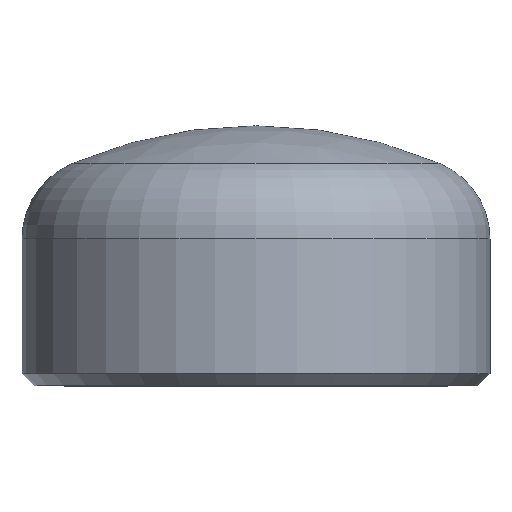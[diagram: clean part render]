
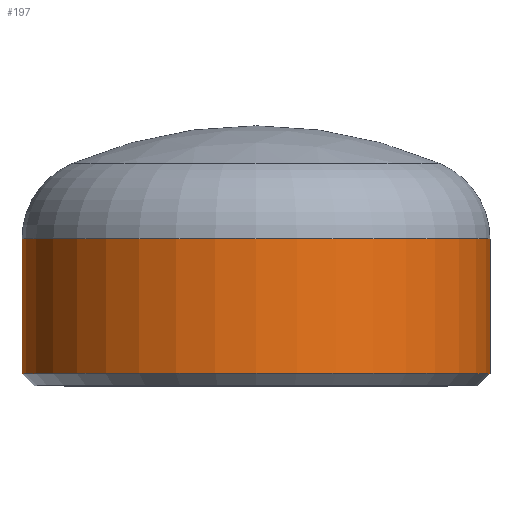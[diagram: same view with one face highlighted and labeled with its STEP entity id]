
A CAD part, top view. The second image highlights one B-rep face of the part: STEP entity #197.
In plain terms, the highlighted cylindrical face has radius 57.15 mm (diameter 114.3 mm), a partial arc.
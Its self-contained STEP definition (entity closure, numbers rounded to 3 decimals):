
#29 = CARTESIAN_POINT ( 'NONE',  ( 0., 35.847, 0. ) ) ;
#33 = DIRECTION ( 'NONE',  ( -1., 0., 0. ) ) ;
#37 = EDGE_CURVE ( 'NONE', #290, #279, #168, .T. ) ;
#40 = EDGE_LOOP ( 'NONE', ( #99, #43, #201, #152 ) ) ;
#41 = AXIS2_PLACEMENT_3D ( 'NONE', #29, #344, #337 ) ;
#43 = ORIENTED_EDGE ( 'NONE', *, *, #48, .T. ) ;
#48 = EDGE_CURVE ( 'NONE', #184, #279, #66, .T. ) ;
#66 = LINE ( 'NONE', #173, #237 ) ;
#71 = EDGE_CURVE ( 'NONE', #434, #290, #200, .T. ) ;
#80 = AXIS2_PLACEMENT_3D ( 'NONE', #350, #110, #33 ) ;
#99 = ORIENTED_EDGE ( 'NONE', *, *, #255, .T. ) ;
#106 = CARTESIAN_POINT ( 'NONE',  ( -57.15, 35.847, 0. ) ) ;
#109 = CARTESIAN_POINT ( 'NONE',  ( 57.15, 2.95, 0. ) ) ;
#110 = DIRECTION ( 'NONE',  ( 0., 1., 0. ) ) ;
#144 = CARTESIAN_POINT ( 'NONE',  ( 57.15, 35.847, 0. ) ) ;
#152 = ORIENTED_EDGE ( 'NONE', *, *, #71, .F. ) ;
#168 = CIRCLE ( 'NONE', #41, 57.15 ) ;
#173 = CARTESIAN_POINT ( 'NONE',  ( 57.15, 2817.965, 0. ) ) ;
#184 = VERTEX_POINT ( 'NONE', #109 ) ;
#197 = ADVANCED_FACE ( 'NONE', ( #421 ), #209, .T. ) ;
#200 = LINE ( 'NONE', #309, #250 ) ;
#201 = ORIENTED_EDGE ( 'NONE', *, *, #37, .F. ) ;
#209 = CYLINDRICAL_SURFACE ( 'NONE', #80, 57.15 ) ;
#211 = DIRECTION ( 'NONE',  ( 1., 0., 0. ) ) ;
#237 = VECTOR ( 'NONE', #238, 1000. ) ;
#238 = DIRECTION ( 'NONE',  ( 0., 1., 0. ) ) ;
#242 = CARTESIAN_POINT ( 'NONE',  ( 0., 2.95, 0. ) ) ;
#250 = VECTOR ( 'NONE', #300, 1000. ) ;
#255 = EDGE_CURVE ( 'NONE', #434, #184, #342, .T. ) ;
#279 = VERTEX_POINT ( 'NONE', #144 ) ;
#290 = VERTEX_POINT ( 'NONE', #106 ) ;
#295 = CARTESIAN_POINT ( 'NONE',  ( -57.15, 2.95, 0. ) ) ;
#300 = DIRECTION ( 'NONE',  ( 0., 1., 0. ) ) ;
#309 = CARTESIAN_POINT ( 'NONE',  ( -57.15, 2817.965, 0. ) ) ;
#337 = DIRECTION ( 'NONE',  ( -1., 0., 0. ) ) ;
#342 = CIRCLE ( 'NONE', #415, 57.15 ) ;
#344 = DIRECTION ( 'NONE',  ( 0., 1., 0. ) ) ;
#350 = CARTESIAN_POINT ( 'NONE',  ( 0., 2817.965, 0. ) ) ;
#352 = DIRECTION ( 'NONE',  ( 0., 1., 0. ) ) ;
#415 = AXIS2_PLACEMENT_3D ( 'NONE', #242, #352, #211 ) ;
#421 = FACE_OUTER_BOUND ( 'NONE', #40, .T. ) ;
#434 = VERTEX_POINT ( 'NONE', #295 ) ;
